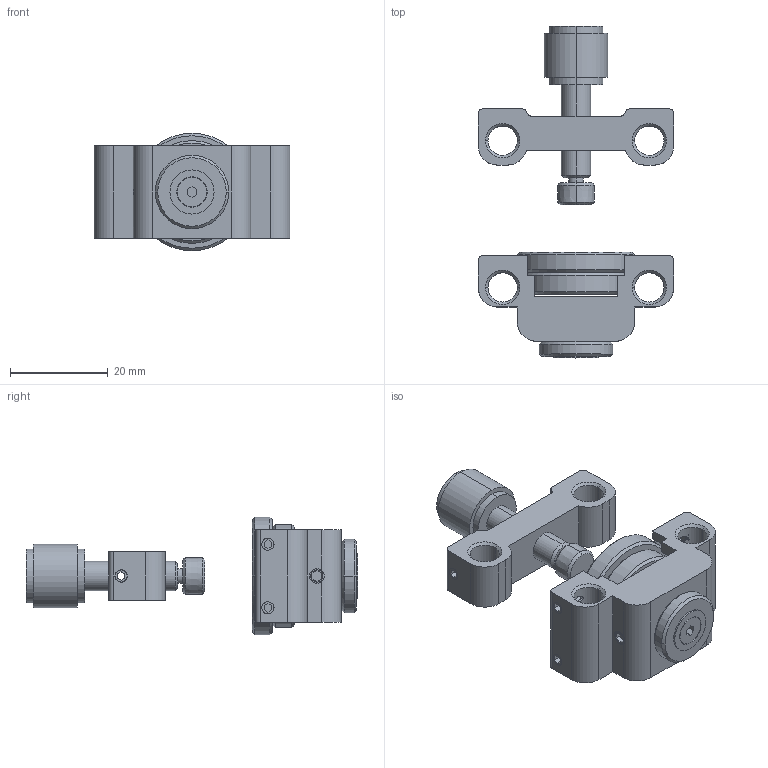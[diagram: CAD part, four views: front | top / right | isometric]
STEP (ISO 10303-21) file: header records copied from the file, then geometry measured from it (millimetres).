
FILE_DESCRIPTION (( 'STEP AP203' ), '1' );
FILE_NAME ('GCT-060302 俋倰芞.STEP', '2017-01-11T03:15:50', ( 'Lxtx999.CoM' ), ( 'Lxtx999.CoM' ), 'SwSTEP 2.0', 'SolidWorks 2012', '' );
FILE_SCHEMA (( 'CONFIG_CONTROL_DESIGN' ));
Length unit declared in the file: centimetre
Products named in the file (1): GCT-060302 俋倰芞
Bounding box: 40 x 67.82 x 24 mm (x, y, z)
Surface area: 9041.2 mm2 (no closed solid volume)
Topology: 0 solids, 13 shells, 240 faces, 603 edges, 386 vertices
Faces by surface type: plane 104, cylinder 72, cone 64
Entity records: 7376 total; most frequent: CARTESIAN_POINT 1433, DIRECTION 1281, ORIENTED_EDGE 1116, EDGE_CURVE 595, AXIS2_PLACEMENT_3D 458, VERTEX_POINT 386, LINE 365, VECTOR 365
